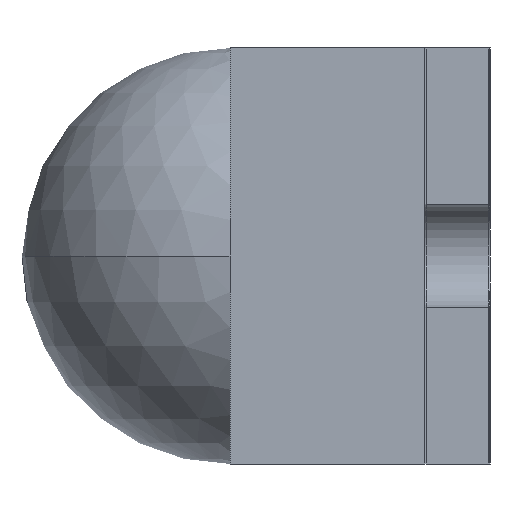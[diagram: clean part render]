
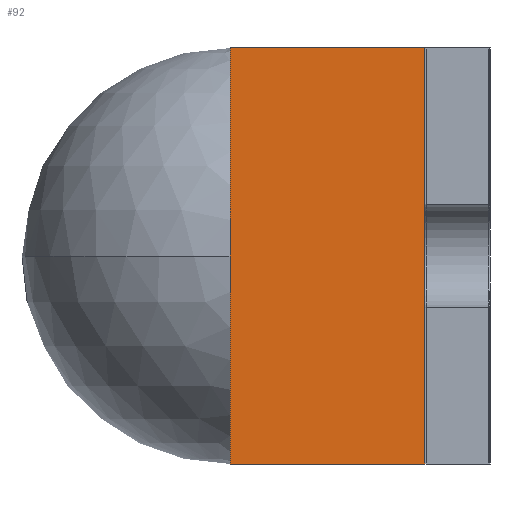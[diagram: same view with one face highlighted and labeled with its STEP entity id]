
A CAD part, left-side view. The second image highlights one B-rep face of the part: STEP entity #92.
In plain terms, the highlighted planar face has unit normal (-1, 0, 0).
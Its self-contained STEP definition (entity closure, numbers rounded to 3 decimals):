
#92 = ADVANCED_FACE ( 'NONE', ( #9297 ), #3197, .F. ) ;
#1268 = EDGE_LOOP ( 'NONE', ( #2586, #2603, #2604, #2602 ) ) ;
#2586 = ORIENTED_EDGE ( 'NONE', *, *, #17909, .T. ) ;
#2602 = ORIENTED_EDGE ( 'NONE', *, *, #17911, .T. ) ;
#2603 = ORIENTED_EDGE ( 'NONE', *, *, #17910, .F. ) ;
#2604 = ORIENTED_EDGE ( 'NONE', *, *, #17908, .F. ) ;
#3197 = PLANE ( 'NONE',  #18365 ) ;
#3198 = CARTESIAN_POINT ( 'NONE',  ( -0.8, -2.829, 0.8 ) ) ;
#3199 = DIRECTION ( 'NONE',  ( 1., 0., 0. ) ) ;
#3200 = DIRECTION ( 'NONE',  ( 0., 1., 0. ) ) ;
#5755 = VERTEX_POINT ( 'NONE', #15813 ) ;
#5756 = VERTEX_POINT ( 'NONE', #15864 ) ;
#5758 = VERTEX_POINT ( 'NONE', #15866 ) ;
#5769 = VERTEX_POINT ( 'NONE', #15877 ) ;
#9297 = FACE_OUTER_BOUND ( 'NONE', #1268, .T. ) ;
#15813 = CARTESIAN_POINT ( 'NONE',  ( -0.8, 0.875, -0.8 ) ) ;
#15864 = CARTESIAN_POINT ( 'NONE',  ( -0.8, 0.125, -0.8 ) ) ;
#15866 = CARTESIAN_POINT ( 'NONE',  ( -0.8, 0.875, 0.8 ) ) ;
#15877 = CARTESIAN_POINT ( 'NONE',  ( -0.8, 0.125, 0.8 ) ) ;
#17138 = LINE ( 'NONE', #17139, #18635 ) ;
#17139 = CARTESIAN_POINT ( 'NONE',  ( -0.8, -2.829, 0.8 ) ) ;
#17140 = DIRECTION ( 'NONE',  ( 0., -1., 0. ) ) ;
#17141 = LINE ( 'NONE', #17142, #18637 ) ;
#17142 = CARTESIAN_POINT ( 'NONE',  ( -0.8, -2.829, -0.8 ) ) ;
#17143 = DIRECTION ( 'NONE',  ( 0., -1., 0. ) ) ;
#17144 = LINE ( 'NONE', #17145, #18638 ) ;
#17145 = CARTESIAN_POINT ( 'NONE',  ( -0.8, 0.125, 0.8 ) ) ;
#17146 = DIRECTION ( 'NONE',  ( 0., 0., -1. ) ) ;
#17147 = LINE ( 'NONE', #17148, #18639 ) ;
#17148 = CARTESIAN_POINT ( 'NONE',  ( -0.8, 0.875, 0.8 ) ) ;
#17149 = DIRECTION ( 'NONE',  ( 0., 0., -1. ) ) ;
#17908 = EDGE_CURVE ( 'NONE', #5758, #5769, #17138, .T. ) ;
#17909 = EDGE_CURVE ( 'NONE', #5755, #5756, #17141, .T. ) ;
#17910 = EDGE_CURVE ( 'NONE', #5769, #5756, #17144, .T. ) ;
#17911 = EDGE_CURVE ( 'NONE', #5758, #5755, #17147, .T. ) ;
#18365 = AXIS2_PLACEMENT_3D ( 'NONE', #3198, #3199, #3200 ) ;
#18635 = VECTOR ( 'NONE', #17140, 1000. ) ;
#18637 = VECTOR ( 'NONE', #17143, 1000. ) ;
#18638 = VECTOR ( 'NONE', #17146, 1000. ) ;
#18639 = VECTOR ( 'NONE', #17149, 1000. ) ;
